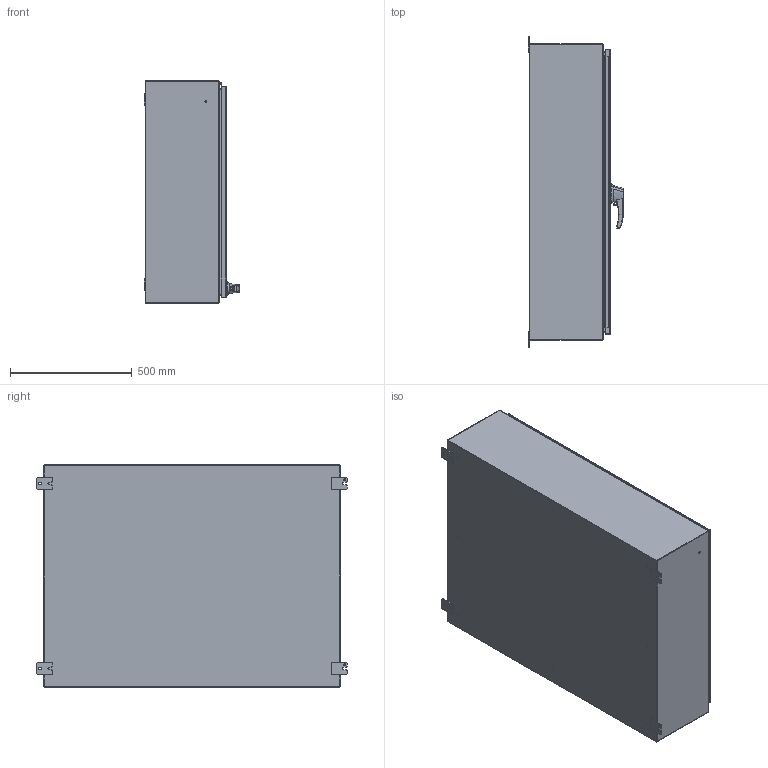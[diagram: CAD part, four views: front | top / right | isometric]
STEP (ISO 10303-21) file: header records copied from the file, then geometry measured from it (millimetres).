
FILE_DESCRIPTION (( 'STEP AP214' ), '1' );
FILE_NAME ('HW483612S16HK.STEP', '2019-07-25T16:44:42', ( '' ), ( '' ), 'SwSTEP 2.0', 'SolidWorks 2018', '' );
FILE_SCHEMA (( 'AUTOMOTIVE_DESIGN' ));
Length unit declared in the file: inch
Products named in the file (1): HW483612S16HK
Bounding box: 393.01 x 1276.35 x 914.4 mm (x, y, z)
Volume: 8310433.1 mm3; surface area: 8110243.2 mm2
Topology: 47 solids, 48 shells, 1584 faces, 4049 edges, 2604 vertices
Faces by surface type: plane 736, cylinder 712, bspline 95, cone 41
Entity records: 104799 total; most frequent: CARTESIAN_POINT 45338, ORIENTED_EDGE 8082, DIRECTION 8011, EDGE_CURVE 4041, AXIS2_PLACEMENT_3D 2865, VERTEX_POINT 2604, VECTOR 2281, LINE 2281
